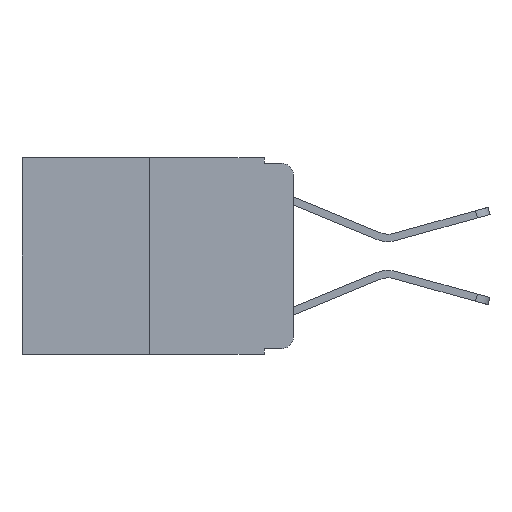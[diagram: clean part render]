
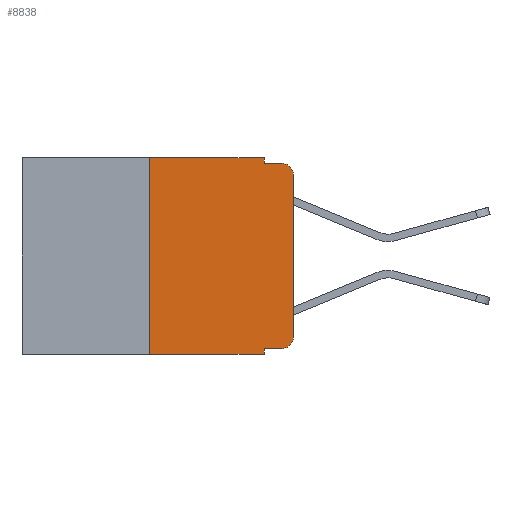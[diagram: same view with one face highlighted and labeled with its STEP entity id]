
A CAD part, left-side view. The second image highlights one B-rep face of the part: STEP entity #8838.
In plain terms, the highlighted planar face has unit normal (-1, 0, 0).
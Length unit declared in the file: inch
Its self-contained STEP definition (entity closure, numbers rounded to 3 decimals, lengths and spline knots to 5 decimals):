
#52 = ORIENTED_EDGE ( 'NONE', *, *, #5074, .T. ) ;
#146 = EDGE_CURVE ( 'NONE', #7118, #1512, #11022, .T. ) ;
#174 = EDGE_CURVE ( 'NONE', #8477, #1512, #1659, .T. ) ;
#359 = EDGE_CURVE ( 'NONE', #12121, #6801, #14309, .T. ) ;
#563 = EDGE_LOOP ( 'NONE', ( #10069, #13513, #1786, #5003, #2171, #11512, #14595, #14970, #2920, #52 ) ) ;
#649 = CARTESIAN_POINT ( 'NONE',  ( 0., 0.02, -0.333 ) ) ;
#1053 = VECTOR ( 'NONE', #9199, 39.37008 ) ;
#1197 = CARTESIAN_POINT ( 'NONE',  ( 0., 0., -0.313 ) ) ;
#1512 = VERTEX_POINT ( 'NONE', #14075 ) ;
#1659 = LINE ( 'NONE', #5739, #7619 ) ;
#1786 = ORIENTED_EDGE ( 'NONE', *, *, #3113, .F. ) ;
#1804 = LINE ( 'NONE', #12578, #12792 ) ;
#1833 = EDGE_CURVE ( 'NONE', #8477, #9714, #1804, .T. ) ;
#2171 = ORIENTED_EDGE ( 'NONE', *, *, #8877, .F. ) ;
#2456 = DIRECTION ( 'NONE',  ( 0., -1., 0. ) ) ;
#2609 = CARTESIAN_POINT ( 'NONE',  ( 0., 0., 0. ) ) ;
#2616 = EDGE_CURVE ( 'NONE', #7118, #4455, #12090, .T. ) ;
#2920 = ORIENTED_EDGE ( 'NONE', *, *, #1833, .T. ) ;
#3113 = EDGE_CURVE ( 'NONE', #4900, #6801, #8300, .T. ) ;
#3152 = VECTOR ( 'NONE', #3795, 39.37008 ) ;
#3367 = CARTESIAN_POINT ( 'NONE',  ( 0., 0.02, -0.313 ) ) ;
#3509 = VECTOR ( 'NONE', #6999, 39.37008 ) ;
#3617 = AXIS2_PLACEMENT_3D ( 'NONE', #12874, #5954, #14063 ) ;
#3795 = DIRECTION ( 'NONE',  ( 0., 0., 1. ) ) ;
#4271 = LINE ( 'NONE', #7979, #1053 ) ;
#4309 = CARTESIAN_POINT ( 'NONE',  ( 0., 0.051, -0.333 ) ) ;
#4455 = VERTEX_POINT ( 'NONE', #4614 ) ;
#4596 = DIRECTION ( 'NONE',  ( 0., 0., -1. ) ) ;
#4614 = CARTESIAN_POINT ( 'NONE',  ( 0., 0.25, 0. ) ) ;
#4727 = CARTESIAN_POINT ( 'NONE',  ( 0., 0., -0.03 ) ) ;
#4784 = PLANE ( 'NONE',  #3617 ) ;
#4840 = VECTOR ( 'NONE', #6347, 39.37008 ) ;
#4900 = VERTEX_POINT ( 'NONE', #13464 ) ;
#5003 = ORIENTED_EDGE ( 'NONE', *, *, #7968, .F. ) ;
#5074 = EDGE_CURVE ( 'NONE', #9714, #9521, #9504, .T. ) ;
#5739 = CARTESIAN_POINT ( 'NONE',  ( 0., 0.051, 0. ) ) ;
#5779 = CARTESIAN_POINT ( 'NONE',  ( 0., 0.02, -0.01 ) ) ;
#5954 = DIRECTION ( 'NONE',  ( 1., 0., 0. ) ) ;
#6001 = CARTESIAN_POINT ( 'NONE',  ( 0., 0.473, 0. ) ) ;
#6331 = LINE ( 'NONE', #2609, #3152 ) ;
#6347 = DIRECTION ( 'NONE',  ( 0., -1., 0. ) ) ;
#6479 = CARTESIAN_POINT ( 'NONE',  ( 0., 0.051, -0.01 ) ) ;
#6511 = CARTESIAN_POINT ( 'NONE',  ( 0., 0.473, -0.343 ) ) ;
#6801 = VERTEX_POINT ( 'NONE', #5779 ) ;
#6999 = DIRECTION ( 'NONE',  ( 0., 0., 1. ) ) ;
#7118 = VERTEX_POINT ( 'NONE', #14550 ) ;
#7263 = AXIS2_PLACEMENT_3D ( 'NONE', #3367, #11530, #4596 ) ;
#7335 = DIRECTION ( 'NONE',  ( -1., 0., 0. ) ) ;
#7589 = EDGE_CURVE ( 'NONE', #9521, #12121, #6331, .T. ) ;
#7619 = VECTOR ( 'NONE', #12210, 39.37008 ) ;
#7681 = AXIS2_PLACEMENT_3D ( 'NONE', #8911, #7335, #9220 ) ;
#7909 = VECTOR ( 'NONE', #2456, 39.37008 ) ;
#7968 = EDGE_CURVE ( 'NONE', #12453, #4900, #4271, .T. ) ;
#7979 = CARTESIAN_POINT ( 'NONE',  ( 0., 0.051, 0. ) ) ;
#8300 = LINE ( 'NONE', #6479, #4840 ) ;
#8477 = VERTEX_POINT ( 'NONE', #4309 ) ;
#8626 = FACE_OUTER_BOUND ( 'NONE', #563, .T. ) ;
#8838 = ADVANCED_FACE ( 'NONE', ( #8626 ), #4784, .F. ) ;
#8877 = EDGE_CURVE ( 'NONE', #4455, #12453, #10609, .T. ) ;
#8911 = CARTESIAN_POINT ( 'NONE',  ( 0., 0.02, -0.03 ) ) ;
#9199 = DIRECTION ( 'NONE',  ( 0., 0., -1. ) ) ;
#9220 = DIRECTION ( 'NONE',  ( 0., 0., -1. ) ) ;
#9504 = CIRCLE ( 'NONE', #7263, 0.02 ) ;
#9521 = VERTEX_POINT ( 'NONE', #1197 ) ;
#9714 = VERTEX_POINT ( 'NONE', #649 ) ;
#10069 = ORIENTED_EDGE ( 'NONE', *, *, #7589, .T. ) ;
#10289 = DIRECTION ( 'NONE',  ( 0., -1., 0. ) ) ;
#10485 = CARTESIAN_POINT ( 'NONE',  ( 0., 0.25, 0. ) ) ;
#10609 = LINE ( 'NONE', #6001, #7909 ) ;
#11022 = LINE ( 'NONE', #6511, #14139 ) ;
#11512 = ORIENTED_EDGE ( 'NONE', *, *, #2616, .F. ) ;
#11530 = DIRECTION ( 'NONE',  ( -1., 0., 0. ) ) ;
#12090 = LINE ( 'NONE', #10485, #3509 ) ;
#12121 = VERTEX_POINT ( 'NONE', #4727 ) ;
#12210 = DIRECTION ( 'NONE',  ( 0., 0., -1. ) ) ;
#12453 = VERTEX_POINT ( 'NONE', #13634 ) ;
#12578 = CARTESIAN_POINT ( 'NONE',  ( 0., 0.051, -0.333 ) ) ;
#12792 = VECTOR ( 'NONE', #10289, 39.37008 ) ;
#12874 = CARTESIAN_POINT ( 'NONE',  ( 0., 0.473, 0. ) ) ;
#13464 = CARTESIAN_POINT ( 'NONE',  ( 0., 0.051, -0.01 ) ) ;
#13513 = ORIENTED_EDGE ( 'NONE', *, *, #359, .T. ) ;
#13634 = CARTESIAN_POINT ( 'NONE',  ( 0., 0.051, 0. ) ) ;
#14063 = DIRECTION ( 'NONE',  ( 0., 0., -1. ) ) ;
#14075 = CARTESIAN_POINT ( 'NONE',  ( 0., 0.051, -0.343 ) ) ;
#14139 = VECTOR ( 'NONE', #14470, 39.37008 ) ;
#14309 = CIRCLE ( 'NONE', #7681, 0.02 ) ;
#14470 = DIRECTION ( 'NONE',  ( 0., -1., 0. ) ) ;
#14550 = CARTESIAN_POINT ( 'NONE',  ( 0., 0.25, -0.343 ) ) ;
#14595 = ORIENTED_EDGE ( 'NONE', *, *, #146, .T. ) ;
#14970 = ORIENTED_EDGE ( 'NONE', *, *, #174, .F. ) ;
